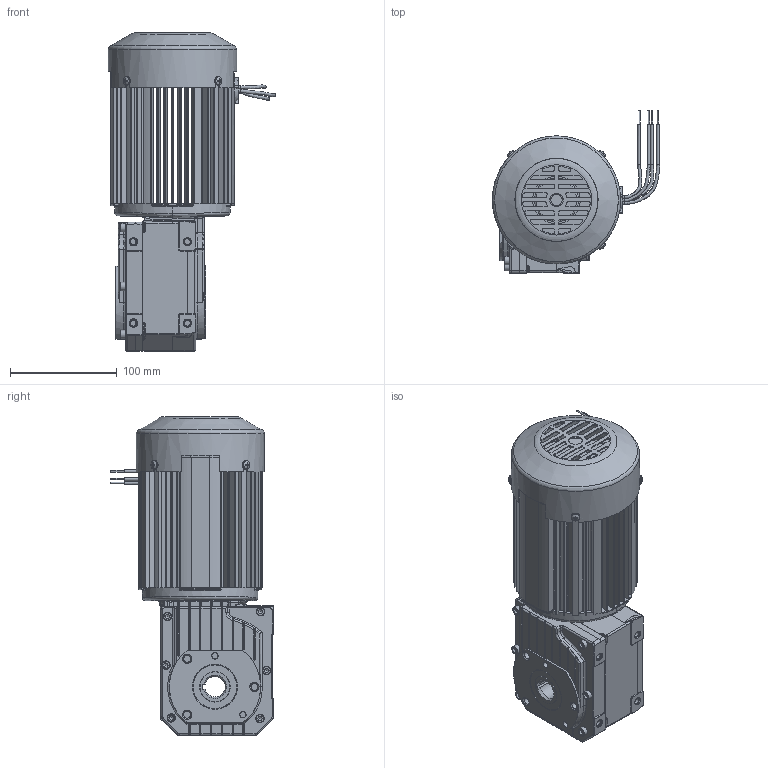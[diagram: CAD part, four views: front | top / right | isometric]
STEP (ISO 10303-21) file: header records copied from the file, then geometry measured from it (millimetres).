
FILE_DESCRIPTION (( 'STEP AP203' ), '1' );
FILE_NAME ('INFM0076.STEP', '2017-03-10T08:15:20', ( 'admin' ), ( '' ), 'SwSTEP 2.0', 'SolidWorks 2014', '' );
FILE_SCHEMA (( 'CONFIG_CONTROL_DESIGN' ));
Length unit declared in the file: inch
Products named in the file (1): INFM0076
Bounding box: 156.67 x 152.25 x 298.89 mm (x, y, z)
Surface area: 271062.4 mm2 (no closed solid volume)
Topology: 0 solids, 34 shells, 1301 faces, 4101 edges, 2651 vertices
Faces by surface type: cylinder 516, plane 413, bspline 199, cone 77, torus 61, sphere 35
Full cylindrical faces by diameter (mm): 1.344 x1, 1.406 x1, 1.458 x1, 1.701 x1, 2.896 x8, 4.039 x2, 5.588 x4, 6.528 x6, 7.925 x6, 8.179 x6, 10.693 x1, 12.7 x1, 14.224 x1, 28.562 x1, 28.575 x1, 41.402 x1, 117.983 x1, 120.106 x1
Entity records: 53222 total; most frequent: CARTESIAN_POINT 19684, DIRECTION 6793, ORIENTED_EDGE 6685, EDGE_CURVE 3948, VERTEX_POINT 2625, AXIS2_PLACEMENT_3D 2578, LINE 1637, VECTOR 1637
